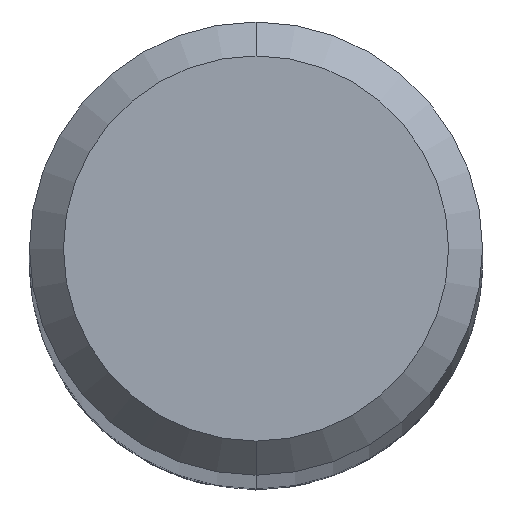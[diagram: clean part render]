
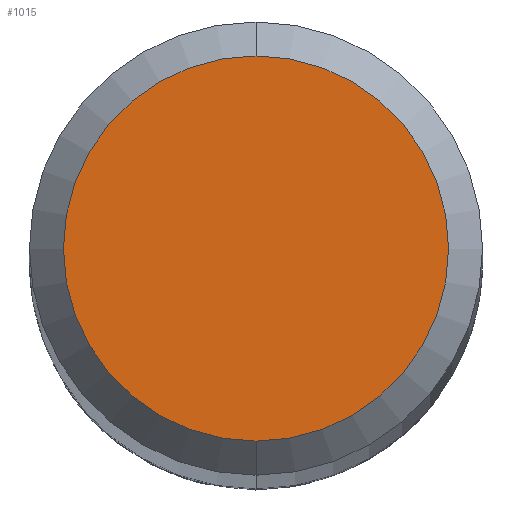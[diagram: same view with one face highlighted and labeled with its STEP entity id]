
A CAD part, top view. The second image highlights one B-rep face of the part: STEP entity #1015.
In plain terms, the highlighted planar face has unit normal (0, 0, 1).
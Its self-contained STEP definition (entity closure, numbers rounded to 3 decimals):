
#473=EDGE_CURVE('',#993,#483,#1161,.T.);
#483=VERTEX_POINT('',#1171);
#971=EDGE_CURVE('',#483,#993,#1705,.T.);
#993=VERTEX_POINT('',#1728);
#1015=ADVANCED_FACE('',(#1751),#1752,.T.);
#1161=CIRCLE('',#2229,1.7);
#1171=CARTESIAN_POINT('',(0.,-1.7,0.0));
#1705=CIRCLE('',#4738,1.7);
#1728=CARTESIAN_POINT('',(0.0,1.7,0.0));
#1751=FACE_OUTER_BOUND('',#4923,.T.);
#1752=PLANE('',#4924);
#2229=AXIS2_PLACEMENT_3D('',#5089,#5090,#5091);
#4738=AXIS2_PLACEMENT_3D('',#5719,#5720,#5721);
#4923=EDGE_LOOP('',(#5745,#5746));
#4924=AXIS2_PLACEMENT_3D('',#5747,#5748,#5749);
#5089=CARTESIAN_POINT('',(0.0,0.0,0.0));
#5090=DIRECTION('',(0.0,0.0,-1.0));
#5091=DIRECTION('',(0.0,1.0,0.0));
#5719=CARTESIAN_POINT('',(0.0,0.0,0.0));
#5720=DIRECTION('',(0.0,0.0,-1.0));
#5721=DIRECTION('',(0.0,1.0,0.0));
#5745=ORIENTED_EDGE('',*,*,#473,.F.);
#5746=ORIENTED_EDGE('',*,*,#971,.F.);
#5747=CARTESIAN_POINT('',(0.0,0.85,0.0));
#5748=DIRECTION('',(-0.0,0.0,1.0));
#5749=DIRECTION('',(0.0,-1.0,0.0));
